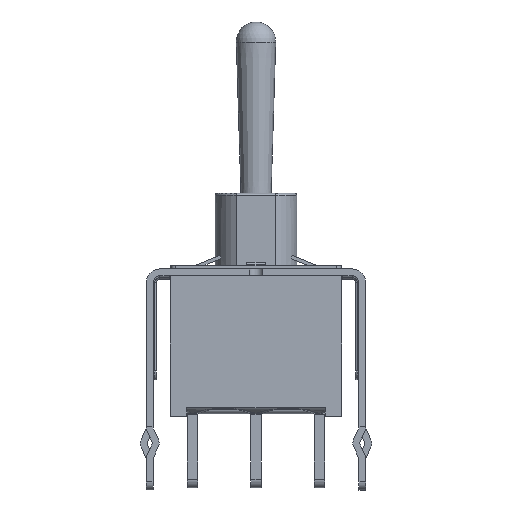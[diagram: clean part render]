
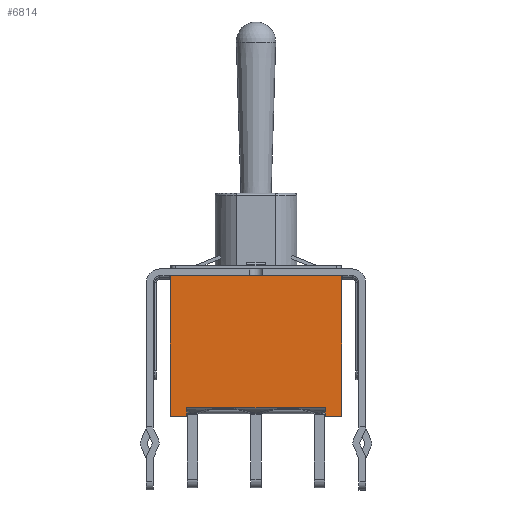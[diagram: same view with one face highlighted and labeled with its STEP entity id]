
A CAD part, front view. The second image highlights one B-rep face of the part: STEP entity #6814.
In plain terms, the highlighted planar face has unit normal (0, -1, 0).
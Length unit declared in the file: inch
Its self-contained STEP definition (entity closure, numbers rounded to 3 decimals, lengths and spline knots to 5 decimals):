
#576=FACE_OUTER_BOUND('',#955,.T.);
#955=EDGE_LOOP('',(#6248,#6249,#6250,#6251,#6252,#6253,#6254,#6255));
#1524=LINE('',#12463,#2141);
#1528=LINE('',#12471,#2145);
#1677=LINE('',#13155,#2294);
#1691=LINE('',#13184,#2308);
#1694=LINE('',#13188,#2311);
#1696=LINE('',#13192,#2313);
#1702=LINE('',#13203,#2319);
#1703=LINE('',#13205,#2320);
#2141=VECTOR('',#8788,0.3937);
#2145=VECTOR('',#8796,0.3937);
#2294=VECTOR('',#9235,0.3937);
#2308=VECTOR('',#9259,0.3937);
#2311=VECTOR('',#9264,0.3937);
#2313=VECTOR('',#9268,0.3937);
#2319=VECTOR('',#9282,0.3937);
#2320=VECTOR('',#9285,0.3937);
#3073=VERTEX_POINT('',#12460);
#3074=VERTEX_POINT('',#12462);
#3076=VERTEX_POINT('',#12470);
#3211=VERTEX_POINT('',#13148);
#3214=VERTEX_POINT('',#13153);
#3223=VERTEX_POINT('',#13181);
#3224=VERTEX_POINT('',#13183);
#3225=VERTEX_POINT('',#13191);
#3979=EDGE_CURVE('',#3073,#3074,#1524,.T.);
#3983=EDGE_CURVE('',#3076,#3074,#1528,.T.);
#4211=EDGE_CURVE('',#3211,#3214,#1677,.T.);
#4225=EDGE_CURVE('',#3224,#3223,#1691,.T.);
#4228=EDGE_CURVE('',#3223,#3211,#1694,.T.);
#4230=EDGE_CURVE('',#3225,#3076,#1696,.T.);
#4236=EDGE_CURVE('',#3224,#3073,#1702,.T.);
#4237=EDGE_CURVE('',#3225,#3214,#1703,.T.);
#6248=ORIENTED_EDGE('',*,*,#4211,.T.);
#6249=ORIENTED_EDGE('',*,*,#4237,.F.);
#6250=ORIENTED_EDGE('',*,*,#4230,.T.);
#6251=ORIENTED_EDGE('',*,*,#3983,.T.);
#6252=ORIENTED_EDGE('',*,*,#3979,.F.);
#6253=ORIENTED_EDGE('',*,*,#4236,.F.);
#6254=ORIENTED_EDGE('',*,*,#4225,.T.);
#6255=ORIENTED_EDGE('',*,*,#4228,.T.);
#6447=PLANE('',#7445);
#6814=ADVANCED_FACE('',(#576),#6447,.T.);
#7445=AXIS2_PLACEMENT_3D('',#13204,#9283,#9284);
#8788=DIRECTION('',(0.,0.,1.));
#8796=DIRECTION('',(-1.,0.,0.));
#9235=DIRECTION('',(0.,0.,-1.));
#9259=DIRECTION('',(0.,0.,1.));
#9264=DIRECTION('',(1.,0.,0.));
#9268=DIRECTION('',(0.,0.,1.));
#9282=DIRECTION('',(-1.,0.,0.));
#9283=DIRECTION('center_axis',(0.,-1.,0.));
#9284=DIRECTION('ref_axis',(0.,0.,-1.));
#9285=DIRECTION('',(-1.,0.,0.));
#12460=CARTESIAN_POINT('',(-0.25,-0.225,0.));
#12462=CARTESIAN_POINT('',(-0.25,-0.225,0.41024));
#12463=CARTESIAN_POINT('',(-0.25,-0.225,0.));
#12470=CARTESIAN_POINT('',(0.25,-0.225,0.41024));
#12471=CARTESIAN_POINT('',(0.25,-0.225,0.41024));
#13148=CARTESIAN_POINT('',(0.20276,-0.225,0.02559));
#13153=CARTESIAN_POINT('',(0.20276,-0.225,0.));
#13155=CARTESIAN_POINT('',(0.20276,-0.225,0.));
#13181=CARTESIAN_POINT('',(-0.20276,-0.225,0.02559));
#13183=CARTESIAN_POINT('',(-0.20276,-0.225,0.));
#13184=CARTESIAN_POINT('',(-0.20276,-0.225,0.));
#13188=CARTESIAN_POINT('',(0.125,-0.225,0.02559));
#13191=CARTESIAN_POINT('',(0.25,-0.225,0.));
#13192=CARTESIAN_POINT('',(0.25,-0.225,0.));
#13203=CARTESIAN_POINT('',(0.25,-0.225,0.));
#13204=CARTESIAN_POINT('Origin',(0.25,-0.225,0.));
#13205=CARTESIAN_POINT('',(0.25,-0.225,0.));
